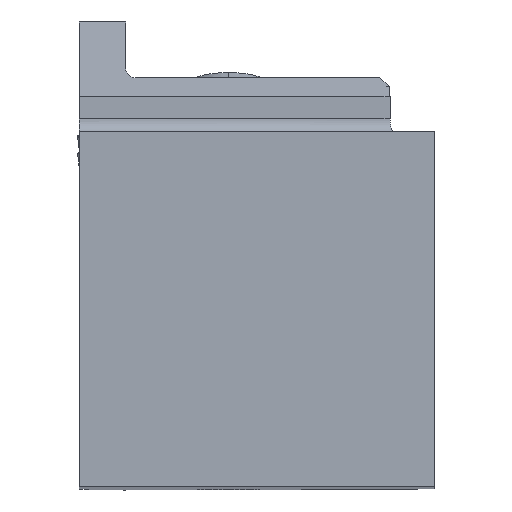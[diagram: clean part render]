
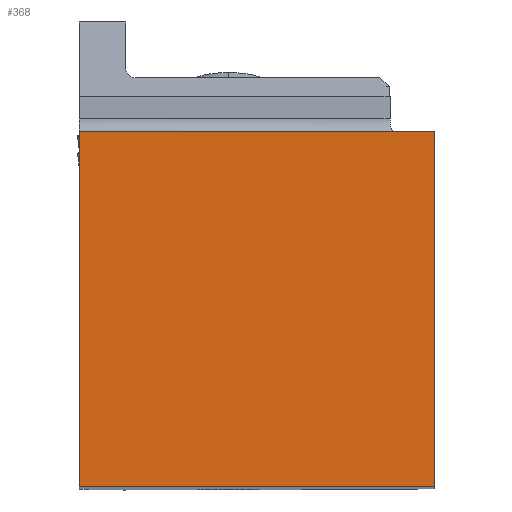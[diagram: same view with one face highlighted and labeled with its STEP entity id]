
A CAD part, top view. The second image highlights one B-rep face of the part: STEP entity #368.
In plain terms, the highlighted planar face has unit normal (0, 0, 1).
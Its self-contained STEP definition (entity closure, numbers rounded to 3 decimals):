
#100=PLANE('',#3980);
#368=ADVANCED_FACE('',(#576),#100,.T.);
#576=FACE_OUTER_BOUND('',#773,.T.);
#773=EDGE_LOOP('',(#1463,#1464,#1465,#1466));
#1463=ORIENTED_EDGE('',*,*,#2702,.T.);
#1464=ORIENTED_EDGE('',*,*,#2701,.F.);
#1465=ORIENTED_EDGE('',*,*,#2703,.F.);
#1466=ORIENTED_EDGE('',*,*,#2704,.F.);
#2215=VERTEX_POINT('',#10556);
#2218=VERTEX_POINT('',#10561);
#2219=VERTEX_POINT('',#10565);
#2220=VERTEX_POINT('',#10567);
#2701=EDGE_CURVE('',#2218,#2215,#3482,.T.);
#2702=EDGE_CURVE('',#2219,#2215,#3483,.T.);
#2703=EDGE_CURVE('',#2220,#2218,#3484,.T.);
#2704=EDGE_CURVE('',#2219,#2220,#3485,.T.);
#3482=LINE('',#10562,#3683);
#3483=LINE('',#10564,#3684);
#3484=LINE('',#10566,#3685);
#3485=LINE('',#10568,#3686);
#3683=VECTOR('',#4391,1.);
#3684=VECTOR('',#4394,1.);
#3685=VECTOR('',#4395,1.);
#3686=VECTOR('',#4396,1.);
#3980=AXIS2_PLACEMENT_3D('',#10569,#4397,#4398);
#4391=DIRECTION('',(0.,-1.,0.));
#4394=DIRECTION('',(1.,0.,0.));
#4395=DIRECTION('',(1.,0.,0.));
#4396=DIRECTION('',(0.,1.,0.));
#4397=DIRECTION('',(0.,0.,1.));
#4398=DIRECTION('',(-1.,0.,0.));
#10556=CARTESIAN_POINT('',(0.,0.,0.));
#10561=CARTESIAN_POINT('',(0.,19.05,0.));
#10562=CARTESIAN_POINT('',(0.,19.05,0.));
#10564=CARTESIAN_POINT('',(-19.05,0.,0.));
#10565=CARTESIAN_POINT('',(-19.05,0.,0.));
#10566=CARTESIAN_POINT('',(-19.05,19.05,0.));
#10567=CARTESIAN_POINT('',(-19.05,19.05,0.));
#10568=CARTESIAN_POINT('',(-19.05,0.,0.));
#10569=CARTESIAN_POINT('',(-9.525,9.525,0.));
